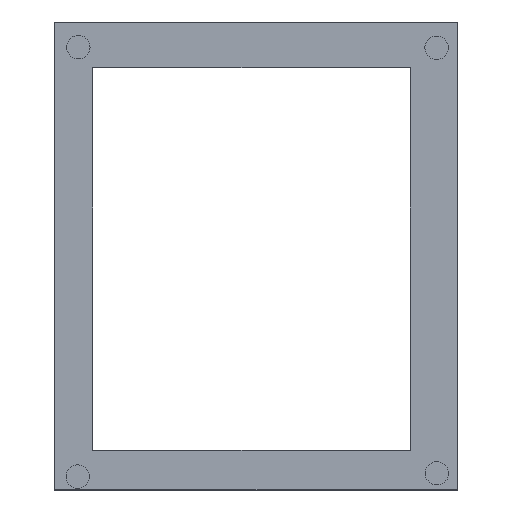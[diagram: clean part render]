
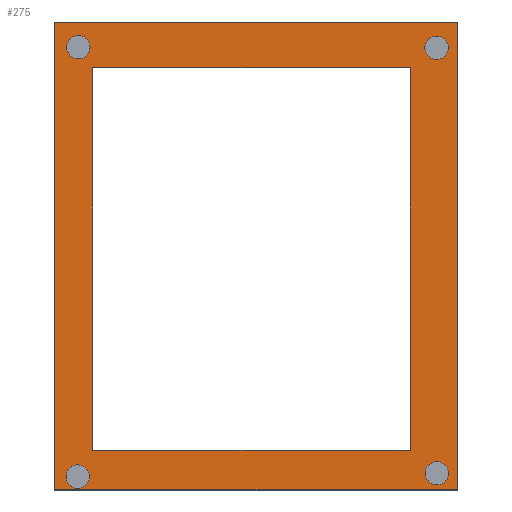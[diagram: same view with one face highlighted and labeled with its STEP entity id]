
A CAD part, top view. The second image highlights one B-rep face of the part: STEP entity #275.
In plain terms, the highlighted planar face has unit normal (0, 0, 1).
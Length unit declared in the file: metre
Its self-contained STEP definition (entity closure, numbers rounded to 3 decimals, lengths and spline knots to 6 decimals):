
#13=CIRCLE('',#304,0.00235);
#15=CIRCLE('',#307,0.00235);
#17=CIRCLE('',#310,0.00235);
#19=CIRCLE('',#313,0.00235);
#72=ORIENTED_EDGE('',*,*,#119,.F.);
#73=ORIENTED_EDGE('',*,*,#117,.F.);
#74=ORIENTED_EDGE('',*,*,#115,.F.);
#75=ORIENTED_EDGE('',*,*,#113,.F.);
#76=ORIENTED_EDGE('',*,*,#100,.F.);
#77=ORIENTED_EDGE('',*,*,#104,.T.);
#78=ORIENTED_EDGE('',*,*,#107,.T.);
#79=ORIENTED_EDGE('',*,*,#109,.F.);
#80=ORIENTED_EDGE('',*,*,#90,.F.);
#81=ORIENTED_EDGE('',*,*,#94,.T.);
#82=ORIENTED_EDGE('',*,*,#97,.T.);
#83=ORIENTED_EDGE('',*,*,#111,.F.);
#90=EDGE_CURVE('',#122,#123,#146,.T.);
#94=EDGE_CURVE('',#122,#125,#150,.T.);
#97=EDGE_CURVE('',#125,#127,#153,.T.);
#100=EDGE_CURVE('',#130,#131,#156,.T.);
#104=EDGE_CURVE('',#130,#133,#160,.T.);
#107=EDGE_CURVE('',#133,#135,#163,.T.);
#109=EDGE_CURVE('',#131,#135,#165,.T.);
#111=EDGE_CURVE('',#123,#127,#167,.T.);
#113=EDGE_CURVE('',#137,#137,#13,.T.);
#115=EDGE_CURVE('',#139,#139,#15,.T.);
#117=EDGE_CURVE('',#141,#141,#17,.T.);
#119=EDGE_CURVE('',#143,#143,#19,.T.);
#122=VERTEX_POINT('',#403);
#123=VERTEX_POINT('',#405);
#125=VERTEX_POINT('',#411);
#127=VERTEX_POINT('',#417);
#130=VERTEX_POINT('',#424);
#131=VERTEX_POINT('',#426);
#133=VERTEX_POINT('',#432);
#135=VERTEX_POINT('',#438);
#137=VERTEX_POINT('',#451);
#139=VERTEX_POINT('',#456);
#141=VERTEX_POINT('',#461);
#143=VERTEX_POINT('',#466);
#146=LINE('',#404,#170);
#150=LINE('',#412,#174);
#153=LINE('',#418,#177);
#156=LINE('',#425,#180);
#160=LINE('',#433,#184);
#163=LINE('',#439,#187);
#165=LINE('',#442,#189);
#167=LINE('',#445,#191);
#170=VECTOR('',#325,1.);
#174=VECTOR('',#331,1.);
#177=VECTOR('',#336,1.);
#180=VECTOR('',#341,1.);
#184=VECTOR('',#347,1.);
#187=VECTOR('',#352,1.);
#189=VECTOR('',#356,1.);
#191=VECTOR('',#360,1.);
#210=EDGE_LOOP('',(#72));
#211=EDGE_LOOP('',(#73));
#212=EDGE_LOOP('',(#74));
#213=EDGE_LOOP('',(#75));
#214=EDGE_LOOP('',(#76,#77,#78,#79));
#215=EDGE_LOOP('',(#80,#81,#82,#83));
#238=FACE_BOUND('',#210,.T.);
#239=FACE_BOUND('',#211,.T.);
#240=FACE_BOUND('',#212,.T.);
#241=FACE_BOUND('',#213,.T.);
#242=FACE_BOUND('',#214,.T.);
#243=FACE_BOUND('',#215,.T.);
#257=PLANE('',#314);
#275=ADVANCED_FACE('',(#238,#239,#240,#241,#242,#243),#257,.T.);
#304=AXIS2_PLACEMENT_3D('',#450,#367,#368);
#307=AXIS2_PLACEMENT_3D('',#455,#373,#374);
#310=AXIS2_PLACEMENT_3D('',#460,#379,#380);
#313=AXIS2_PLACEMENT_3D('',#465,#385,#386);
#314=AXIS2_PLACEMENT_3D('',#467,#387,#388);
#325=DIRECTION('',(1.,0.,0.));
#331=DIRECTION('',(0.,-1.,0.));
#336=DIRECTION('',(1.,0.,0.));
#341=DIRECTION('',(0.,-1.,0.));
#347=DIRECTION('',(1.,0.,0.));
#352=DIRECTION('',(0.,-1.,0.));
#356=DIRECTION('',(1.,0.,0.));
#360=DIRECTION('',(0.,-1.,0.));
#367=DIRECTION('',(0.,0.,1.));
#368=DIRECTION('',(1.,0.,0.));
#373=DIRECTION('',(0.,0.,1.));
#374=DIRECTION('',(1.,0.,0.));
#379=DIRECTION('',(0.,0.,1.));
#380=DIRECTION('',(1.,0.,0.));
#385=DIRECTION('',(0.,0.,1.));
#386=DIRECTION('',(1.,0.,0.));
#387=DIRECTION('',(0.,0.,1.));
#388=DIRECTION('',(1.,0.,0.));
#403=CARTESIAN_POINT('',(-0.038449,0.049027,0.00762));
#404=CARTESIAN_POINT('',(0.002001,0.049027,0.00762));
#405=CARTESIAN_POINT('',(0.04245,0.049027,0.00762));
#411=CARTESIAN_POINT('',(-0.038449,-0.04508,0.00762));
#412=CARTESIAN_POINT('',(-0.038449,0.001973,0.00762));
#417=CARTESIAN_POINT('',(0.04245,-0.04508,0.00762));
#418=CARTESIAN_POINT('',(0.002001,-0.04508,0.00762));
#424=CARTESIAN_POINT('',(-0.030845,0.039804,0.00762));
#425=CARTESIAN_POINT('',(-0.030845,0.001353,0.00762));
#426=CARTESIAN_POINT('',(-0.030845,-0.037099,0.00762));
#432=CARTESIAN_POINT('',(0.033045,0.039804,0.00762));
#433=CARTESIAN_POINT('',(0.0011,0.039804,0.00762));
#438=CARTESIAN_POINT('',(0.033045,-0.037099,0.00762));
#439=CARTESIAN_POINT('',(0.033045,0.001353,0.00762));
#442=CARTESIAN_POINT('',(0.0011,-0.037099,0.00762));
#445=CARTESIAN_POINT('',(0.04245,0.001973,0.00762));
#450=CARTESIAN_POINT('',(0.038395,-0.041719,0.00762));
#451=CARTESIAN_POINT('',(0.040745,-0.041719,0.00762));
#455=CARTESIAN_POINT('',(-0.033831,-0.042385,0.00762));
#456=CARTESIAN_POINT('',(-0.031481,-0.042385,0.00762));
#460=CARTESIAN_POINT('',(-0.033721,0.043987,0.00762));
#461=CARTESIAN_POINT('',(-0.031371,0.043987,0.00762));
#465=CARTESIAN_POINT('',(0.038311,0.04382,0.00762));
#466=CARTESIAN_POINT('',(0.040661,0.04382,0.00762));
#467=CARTESIAN_POINT('',(-0.030707,0.001973,0.00762));
